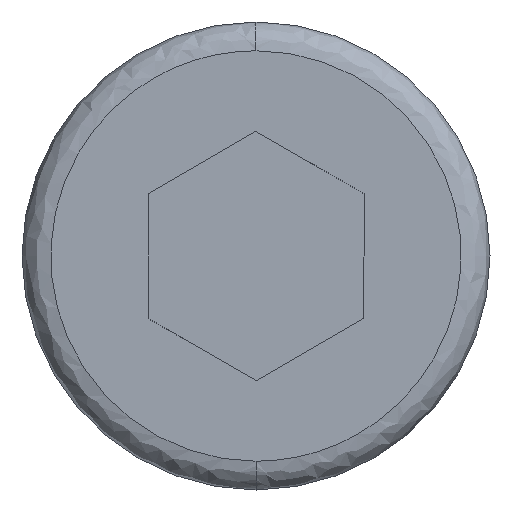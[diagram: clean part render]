
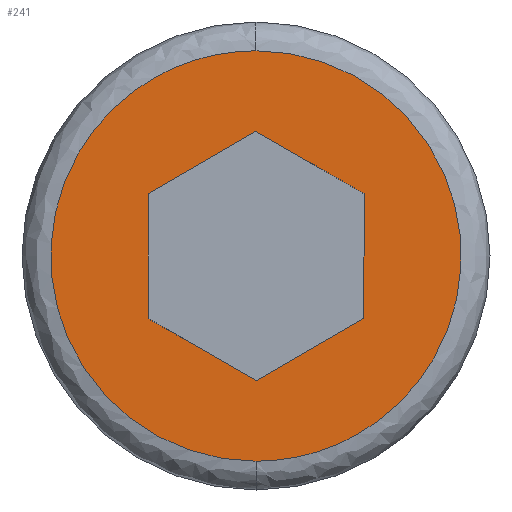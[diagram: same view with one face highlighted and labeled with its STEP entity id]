
A CAD part, left-side view. The second image highlights one B-rep face of the part: STEP entity #241.
In plain terms, the highlighted planar face has unit normal (-1, 0, 0).
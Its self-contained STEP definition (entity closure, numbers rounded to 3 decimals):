
#17 = CARTESIAN_POINT ( 'NONE',  ( -8., -11.4, 5.7 ) ) ;
#28 = FACE_OUTER_BOUND ( 'NONE', #111, .T. ) ;
#39 = CARTESIAN_POINT ( 'NONE',  ( -8., 11.4, 5.7 ) ) ;
#43 = VERTEX_POINT ( 'NONE', #473 ) ;
#49 = VECTOR ( 'NONE', #81, 1000. ) ;
#54 = CARTESIAN_POINT ( 'NONE',  ( -8., -3., -1.732 ) ) ;
#56 = CARTESIAN_POINT ( 'NONE',  ( -8., 0., -3.464 ) ) ;
#61 = EDGE_CURVE ( 'NONE', #43, #339, #221, .T. ) ;
#63 = LINE ( 'NONE', #105, #438 ) ;
#74 = VECTOR ( 'NONE', #319, 1000. ) ;
#76 = CARTESIAN_POINT ( 'NONE',  ( -8., 0., 5.7 ) ) ;
#81 = DIRECTION ( 'NONE',  ( 0., -0.866, 0.5 ) ) ;
#96 = DIRECTION ( 'NONE',  ( 0., 0.866, -0.5 ) ) ;
#105 = CARTESIAN_POINT ( 'NONE',  ( -8., -3., 0. ) ) ;
#108 = ORIENTED_EDGE ( 'NONE', *, *, #202, .F. ) ;
#110 = CARTESIAN_POINT ( 'NONE',  ( -8., 3., -1.732 ) ) ;
#111 = EDGE_LOOP ( 'NONE', ( #108, #403 ) ) ;
#125 = EDGE_CURVE ( 'NONE', #176, #502, #463, .T. ) ;
#141 = CARTESIAN_POINT ( 'NONE',  ( -8., 0., 5.7 ) ) ;
#147 = VECTOR ( 'NONE', #248, 1000. ) ;
#157 = VERTEX_POINT ( 'NONE', #110 ) ;
#163 = ORIENTED_EDGE ( 'NONE', *, *, #522, .T. ) ;
#166 = CARTESIAN_POINT ( 'NONE',  ( -8., 3., 1.732 ) ) ;
#167 = EDGE_CURVE ( 'NONE', #260, #176, #536, .T. ) ;
#176 = VERTEX_POINT ( 'NONE', #198 ) ;
#189 = CARTESIAN_POINT ( 'NONE',  ( -8., 3., 0. ) ) ;
#198 = CARTESIAN_POINT ( 'NONE',  ( -8., 0., 3.464 ) ) ;
#202 = EDGE_CURVE ( 'NONE', #407, #282, #494, .T. ) ;
#206 = VECTOR ( 'NONE', #447, 1000. ) ;
#207 = ORIENTED_EDGE ( 'NONE', *, *, #125, .T. ) ;
#221 = LINE ( 'NONE', #54, #544 ) ;
#233 = EDGE_CURVE ( 'NONE', #339, #157, #439, .T. ) ;
#241 = ADVANCED_FACE ( 'NONE', ( #276, #28 ), #300, .T. ) ;
#248 = DIRECTION ( 'NONE',  ( 0., 0.866, 0.5 ) ) ;
#255 = CARTESIAN_POINT ( 'NONE',  ( -8., -3., 1.732 ) ) ;
#260 = VERTEX_POINT ( 'NONE', #166 ) ;
#276 = FACE_BOUND ( 'NONE', #370, .T. ) ;
#282 = VERTEX_POINT ( 'NONE', #530 ) ;
#297 = ORIENTED_EDGE ( 'NONE', *, *, #61, .T. ) ;
#300 = PLANE ( 'NONE',  #435 ) ;
#319 = DIRECTION ( 'NONE',  ( 0., 0., 1. ) ) ;
#324 = CARTESIAN_POINT ( 'NONE',  ( -8., 0., -5.7 ) ) ;
#339 = VERTEX_POINT ( 'NONE', #56 ) ;
#358 = CARTESIAN_POINT ( 'NONE',  ( -8., 0., 3.464 ) ) ;
#370 = EDGE_LOOP ( 'NONE', ( #297, #419, #402, #539, #207, #163 ) ) ;
#380 = DIRECTION ( 'NONE',  ( 0., 0., 1. ) ) ;
#397 = DIRECTION ( 'NONE',  ( 0., 0., -1. ) ) ;
#399 = CARTESIAN_POINT ( 'NONE',  ( -8., 0., -5.7 ) ) ;
#401 = CARTESIAN_POINT ( 'NONE',  ( -8., -11.4, -5.7 ) ) ;
#402 = ORIENTED_EDGE ( 'NONE', *, *, #416, .T. ) ;
#403 = ORIENTED_EDGE ( 'NONE', *, *, #552, .F. ) ;
#407 = VERTEX_POINT ( 'NONE', #399 ) ;
#412 = CARTESIAN_POINT ( 'NONE',  ( -8., 3., 1.732 ) ) ;
#415 =( BOUNDED_CURVE ( )  B_SPLINE_CURVE ( 3, ( #141, #17, #401, #437 ),
 .UNSPECIFIED., .F., .F. ) 
 B_SPLINE_CURVE_WITH_KNOTS ( ( 4, 4 ),
 ( 0.75, 1.25 ),
 .UNSPECIFIED. ) 
 CURVE ( )  GEOMETRIC_REPRESENTATION_ITEM ( )  RATIONAL_B_SPLINE_CURVE ( ( 1., 0.333, 0.333, 1. ) ) 
 REPRESENTATION_ITEM ( '' )  );
#416 = EDGE_CURVE ( 'NONE', #157, #260, #546, .T. ) ;
#419 = ORIENTED_EDGE ( 'NONE', *, *, #233, .T. ) ;
#423 = CARTESIAN_POINT ( 'NONE',  ( -8., 4.982, 0. ) ) ;
#435 = AXIS2_PLACEMENT_3D ( 'NONE', #423, #472, #380 ) ;
#437 = CARTESIAN_POINT ( 'NONE',  ( -8., 0., -5.7 ) ) ;
#438 = VECTOR ( 'NONE', #397, 1000. ) ;
#439 = LINE ( 'NONE', #554, #147 ) ;
#447 = DIRECTION ( 'NONE',  ( 0., -0.866, -0.5 ) ) ;
#463 = LINE ( 'NONE', #358, #206 ) ;
#472 = DIRECTION ( 'NONE',  ( -1., 0., 0. ) ) ;
#473 = CARTESIAN_POINT ( 'NONE',  ( -8., -3., -1.732 ) ) ;
#494 =( BOUNDED_CURVE ( )  B_SPLINE_CURVE ( 3, ( #324, #551, #39, #76 ),
 .UNSPECIFIED., .F., .F. ) 
 B_SPLINE_CURVE_WITH_KNOTS ( ( 4, 4 ),
 ( 0.25, 0.75 ),
 .UNSPECIFIED. ) 
 CURVE ( )  GEOMETRIC_REPRESENTATION_ITEM ( )  RATIONAL_B_SPLINE_CURVE ( ( 1., 0.333, 0.333, 1. ) ) 
 REPRESENTATION_ITEM ( '' )  );
#502 = VERTEX_POINT ( 'NONE', #255 ) ;
#522 = EDGE_CURVE ( 'NONE', #502, #43, #63, .T. ) ;
#530 = CARTESIAN_POINT ( 'NONE',  ( -8., 0., 5.7 ) ) ;
#536 = LINE ( 'NONE', #412, #49 ) ;
#539 = ORIENTED_EDGE ( 'NONE', *, *, #167, .T. ) ;
#544 = VECTOR ( 'NONE', #96, 1000. ) ;
#546 = LINE ( 'NONE', #189, #74 ) ;
#551 = CARTESIAN_POINT ( 'NONE',  ( -8., 11.4, -5.7 ) ) ;
#552 = EDGE_CURVE ( 'NONE', #282, #407, #415, .T. ) ;
#554 = CARTESIAN_POINT ( 'NONE',  ( -8., 0., -3.464 ) ) ;
